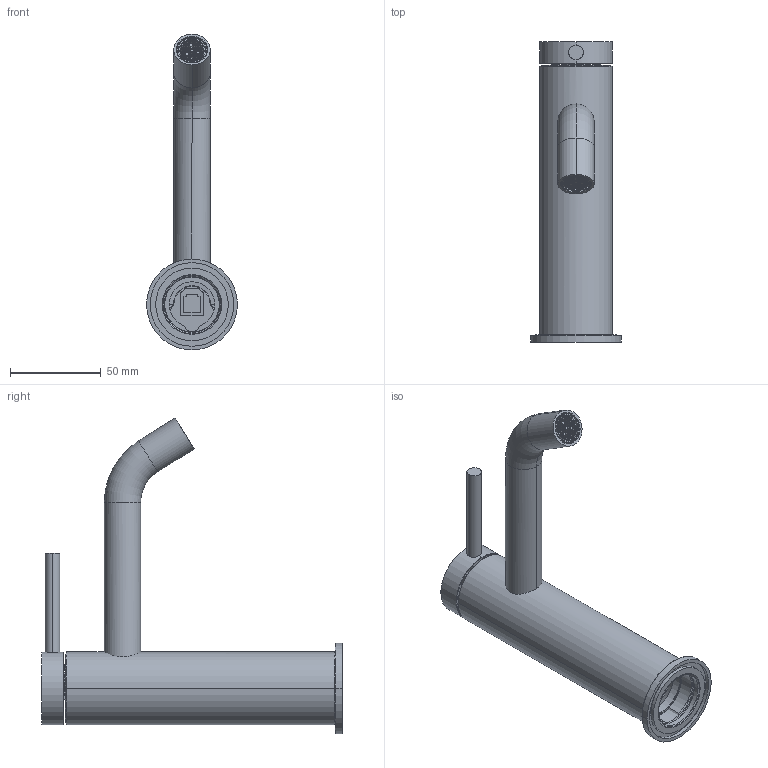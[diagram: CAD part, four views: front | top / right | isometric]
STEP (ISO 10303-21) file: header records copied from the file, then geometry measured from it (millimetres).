
FILE_DESCRIPTION((''),'2;1');
FILE_NAME('ALOG201','2021-05-24T11:29:54',('Michela Ferrini'),(''),'CREO PARAMETRIC BY PTC INC, 2020281','CREO PARAMETRIC BY PTC INC, 2020281','');
FILE_SCHEMA(('CONFIG_CONTROL_DESIGN'));
Length unit declared in the file: millimetre
Products named in the file (9): ALOG201C001; ALOG007C001; ALOG201W001; SCCMAC0007; ALOG005C001; ALOG005C002; SARMAC0011; SBTMAC0002; ALOG201
Assembly tree (8 placements, depth 3):
  ALOG201
    ALOG201W001
      ALOG201C001
      ALOG007C001
    SCCMAC0007
    ALOG005C001
    ALOG005C002
    SARMAC0011
    SBTMAC0002
Bounding box: 50 x 165.45 x 173.8 mm (x, y, z)
Volume: 84195.6 mm3; surface area: 73339.5 mm2
Topology: 8 solids, 13 shells, 1003 faces, 2572 edges, 1677 vertices
Faces by surface type: plane 660, cylinder 160, bspline 75, torus 60, cone 46, sphere 2
Entity records: 38585 total; most frequent: CARTESIAN_POINT 14046, ORIENTED_EDGE 5088, DIRECTION 4898, EDGE_CURVE 2552, VECTOR 1782, LINE 1782, VERTEX_POINT 1648, AXIS2_PLACEMENT_3D 1558
